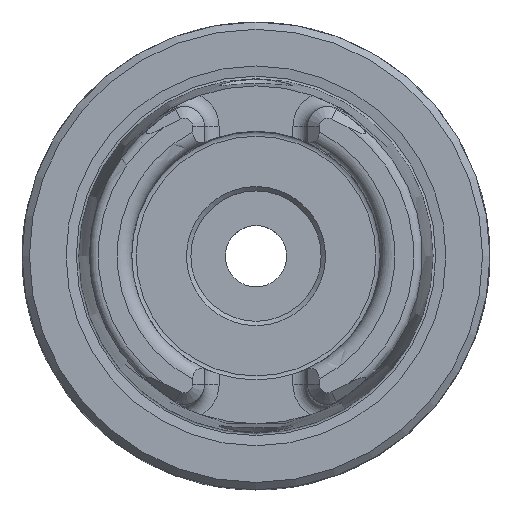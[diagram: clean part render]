
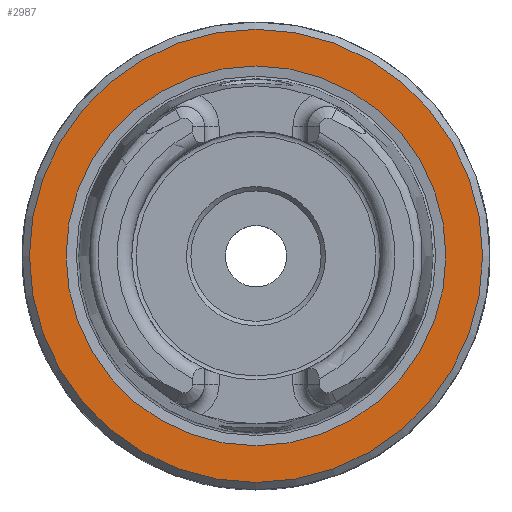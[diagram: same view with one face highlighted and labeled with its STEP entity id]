
A CAD part, top view. The second image highlights one B-rep face of the part: STEP entity #2987.
In plain terms, the highlighted planar face has unit normal (0, 0, 1).
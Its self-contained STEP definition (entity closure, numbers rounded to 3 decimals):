
#889=ORIENTED_EDGE('',*,*,#1232,.T.);
#890=ORIENTED_EDGE('',*,*,#1231,.F.);
#1231=EDGE_CURVE('',#1437,#1437,#1544,.T.);
#1232=EDGE_CURVE('',#1438,#1438,#1545,.T.);
#1437=VERTEX_POINT('',#4838);
#1438=VERTEX_POINT('',#4841);
#1544=CIRCLE('',#3217,12.99);
#1545=CIRCLE('',#3219,15.5);
#1699=EDGE_LOOP('',(#889));
#1700=EDGE_LOOP('',(#890));
#1878=FACE_BOUND('',#1699,.T.);
#1879=FACE_BOUND('',#1700,.T.);
#1962=PLANE('',#3218);
#2987=ADVANCED_FACE('',(#1878,#1879),#1962,.T.);
#3217=AXIS2_PLACEMENT_3D('',#4837,#3763,#3764);
#3218=AXIS2_PLACEMENT_3D('',#4839,#3765,#3766);
#3219=AXIS2_PLACEMENT_3D('',#4840,#3767,#3768);
#3763=DIRECTION('',(0.,0.,1.));
#3764=DIRECTION('',(1.,0.,0.));
#3765=DIRECTION('',(0.,0.,1.));
#3766=DIRECTION('',(1.,0.,0.));
#3767=DIRECTION('',(0.,0.,1.));
#3768=DIRECTION('',(1.,0.,0.));
#4837=CARTESIAN_POINT('',(0.,0.,0.));
#4838=CARTESIAN_POINT('',(12.99,0.,0.));
#4839=CARTESIAN_POINT('',(12.99,0.,0.));
#4840=CARTESIAN_POINT('',(0.,0.,0.));
#4841=CARTESIAN_POINT('',(15.5,0.,0.));
